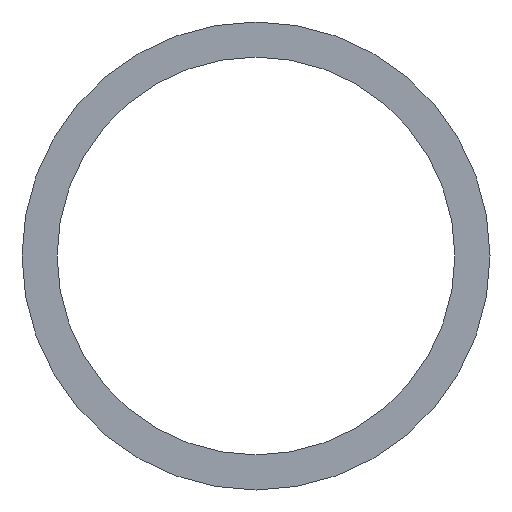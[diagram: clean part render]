
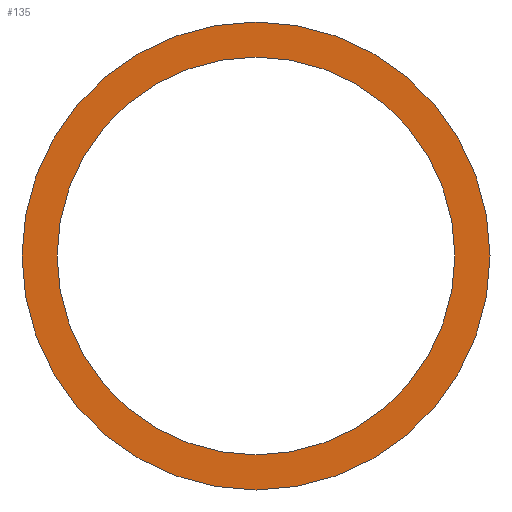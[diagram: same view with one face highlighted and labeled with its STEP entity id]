
A CAD part, front view. The second image highlights one B-rep face of the part: STEP entity #135.
In plain terms, the highlighted planar face has unit normal (0, -1, 0).
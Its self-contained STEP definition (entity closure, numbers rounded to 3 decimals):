
#26 = CIRCLE ( 'NONE', #230, 10. ) ;
#36 = DIRECTION ( 'NONE',  ( 0., 1., 0. ) ) ;
#40 = EDGE_LOOP ( 'NONE', ( #127, #124 ) ) ;
#42 = VERTEX_POINT ( 'NONE', #227 ) ;
#45 = VERTEX_POINT ( 'NONE', #201 ) ;
#50 = CIRCLE ( 'NONE', #95, 8.5 ) ;
#51 = DIRECTION ( 'NONE',  ( 0., 0., 1. ) ) ;
#53 = DIRECTION ( 'NONE',  ( 0., 1., 0. ) ) ;
#59 = EDGE_CURVE ( 'NONE', #42, #67, #26, .T. ) ;
#66 = CIRCLE ( 'NONE', #207, 10. ) ;
#67 = VERTEX_POINT ( 'NONE', #171 ) ;
#80 = CARTESIAN_POINT ( 'NONE',  ( 0., 0., 8.5 ) ) ;
#90 = CARTESIAN_POINT ( 'NONE',  ( 0., 0., 0. ) ) ;
#95 = AXIS2_PLACEMENT_3D ( 'NONE', #209, #36, #190 ) ;
#99 = CARTESIAN_POINT ( 'NONE',  ( 0., 0., 0. ) ) ;
#113 = PLANE ( 'NONE',  #141 ) ;
#116 = DIRECTION ( 'NONE',  ( 0., 1., 0. ) ) ;
#124 = ORIENTED_EDGE ( 'NONE', *, *, #59, .F. ) ;
#127 = ORIENTED_EDGE ( 'NONE', *, *, #142, .F. ) ;
#132 = ORIENTED_EDGE ( 'NONE', *, *, #213, .T. ) ;
#134 = DIRECTION ( 'NONE',  ( 0., 0., 1. ) ) ;
#135 = ADVANCED_FACE ( 'NONE', ( #192, #206 ), #113, .F. ) ;
#141 = AXIS2_PLACEMENT_3D ( 'NONE', #90, #156, #134 ) ;
#142 = EDGE_CURVE ( 'NONE', #67, #42, #66, .T. ) ;
#156 = DIRECTION ( 'NONE',  ( 0., 1., 0. ) ) ;
#171 = CARTESIAN_POINT ( 'NONE',  ( 0., 0., -10. ) ) ;
#174 = CARTESIAN_POINT ( 'NONE',  ( 0., 0., 0. ) ) ;
#182 = DIRECTION ( 'NONE',  ( 0., 1., 0. ) ) ;
#186 = CIRCLE ( 'NONE', #249, 8.5 ) ;
#189 = DIRECTION ( 'NONE',  ( 0., 0., 1. ) ) ;
#190 = DIRECTION ( 'NONE',  ( 0., 0., 1. ) ) ;
#192 = FACE_OUTER_BOUND ( 'NONE', #40, .T. ) ;
#194 = EDGE_CURVE ( 'NONE', #238, #45, #50, .T. ) ;
#195 = DIRECTION ( 'NONE',  ( 0., 0., 1. ) ) ;
#201 = CARTESIAN_POINT ( 'NONE',  ( 0., 0., -8.5 ) ) ;
#202 = EDGE_LOOP ( 'NONE', ( #132, #236 ) ) ;
#206 = FACE_BOUND ( 'NONE', #202, .T. ) ;
#207 = AXIS2_PLACEMENT_3D ( 'NONE', #174, #116, #189 ) ;
#209 = CARTESIAN_POINT ( 'NONE',  ( 0., 0., 0. ) ) ;
#213 = EDGE_CURVE ( 'NONE', #45, #238, #186, .T. ) ;
#222 = CARTESIAN_POINT ( 'NONE',  ( 0., 0., 0. ) ) ;
#227 = CARTESIAN_POINT ( 'NONE',  ( 0., 0., 10. ) ) ;
#230 = AXIS2_PLACEMENT_3D ( 'NONE', #222, #53, #51 ) ;
#236 = ORIENTED_EDGE ( 'NONE', *, *, #194, .T. ) ;
#238 = VERTEX_POINT ( 'NONE', #80 ) ;
#249 = AXIS2_PLACEMENT_3D ( 'NONE', #99, #182, #195 ) ;
